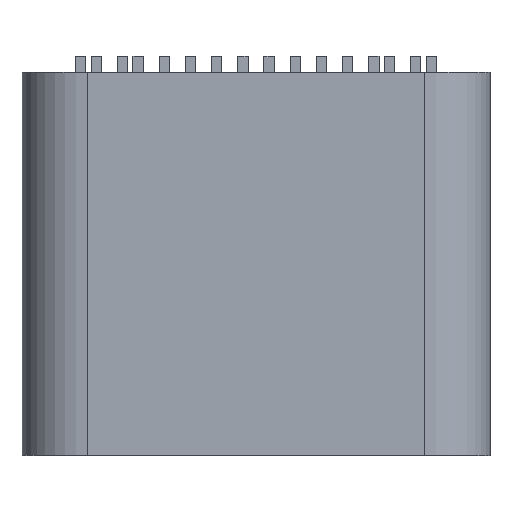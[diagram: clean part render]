
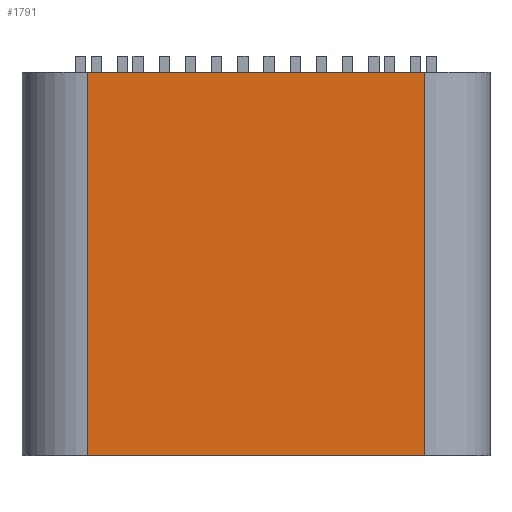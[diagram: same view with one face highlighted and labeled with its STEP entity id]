
A CAD part, top view. The second image highlights one B-rep face of the part: STEP entity #1791.
In plain terms, the highlighted planar face has unit normal (0, 0, 1).
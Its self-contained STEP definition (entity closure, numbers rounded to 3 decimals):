
#185 = PLANE('',#186);
#186 = AXIS2_PLACEMENT_3D('',#187,#188,#189);
#187 = CARTESIAN_POINT('',(-4.47,2.49,0.));
#188 = DIRECTION('',(0.,-1.,0.));
#189 = DIRECTION('',(1.,0.,0.));
#213 = CYLINDRICAL_SURFACE('',#214,1.25);
#214 = AXIS2_PLACEMENT_3D('',#215,#216,#217);
#215 = CARTESIAN_POINT('',(-3.22,2.49,2.));
#216 = DIRECTION('',(0.,-1.,0.));
#217 = DIRECTION('',(-1.,-0.,0.));
#241 = PLANE('',#242);
#242 = AXIS2_PLACEMENT_3D('',#243,#244,#245);
#243 = CARTESIAN_POINT('',(-4.47,-4.83,0.));
#244 = DIRECTION('',(0.,-1.,0.));
#245 = DIRECTION('',(1.,0.,0.));
#1122 = VERTEX_POINT('',#1123);
#1123 = CARTESIAN_POINT('',(3.22,2.49,3.25));
#1138 = CYLINDRICAL_SURFACE('',#1139,1.25);
#1139 = AXIS2_PLACEMENT_3D('',#1140,#1141,#1142);
#1140 = CARTESIAN_POINT('',(3.22,2.49,2.));
#1141 = DIRECTION('',(0.,-1.,0.));
#1142 = DIRECTION('',(1.,0.,0.));
#1150 = EDGE_CURVE('',#1151,#1122,#1153,.T.);
#1151 = VERTEX_POINT('',#1152);
#1152 = CARTESIAN_POINT('',(-3.22,2.49,3.25));
#1153 = SURFACE_CURVE('',#1154,(#1158,#1165),.PCURVE_S1.);
#1154 = LINE('',#1155,#1156);
#1155 = CARTESIAN_POINT('',(-4.47,2.49,3.25));
#1156 = VECTOR('',#1157,1.);
#1157 = DIRECTION('',(1.,0.,0.));
#1158 = PCURVE('',#185,#1159);
#1159 = DEFINITIONAL_REPRESENTATION('',(#1160),#1164);
#1160 = LINE('',#1161,#1162);
#1161 = CARTESIAN_POINT('',(0.,3.25));
#1162 = VECTOR('',#1163,1.);
#1163 = DIRECTION('',(1.,0.));
#1164 = ( GEOMETRIC_REPRESENTATION_CONTEXT(2) 
PARAMETRIC_REPRESENTATION_CONTEXT() REPRESENTATION_CONTEXT('2D SPACE',''
  ) );
#1165 = PCURVE('',#1166,#1171);
#1166 = PLANE('',#1167);
#1167 = AXIS2_PLACEMENT_3D('',#1168,#1169,#1170);
#1168 = CARTESIAN_POINT('',(-4.47,2.49,3.25));
#1169 = DIRECTION('',(0.,0.,1.));
#1170 = DIRECTION('',(0.,-1.,0.));
#1171 = DEFINITIONAL_REPRESENTATION('',(#1172),#1176);
#1172 = LINE('',#1173,#1174);
#1173 = CARTESIAN_POINT('',(0.,0.));
#1174 = VECTOR('',#1175,1.);
#1175 = DIRECTION('',(0.,1.));
#1176 = ( GEOMETRIC_REPRESENTATION_CONTEXT(2) 
PARAMETRIC_REPRESENTATION_CONTEXT() REPRESENTATION_CONTEXT('2D SPACE',''
  ) );
#1258 = EDGE_CURVE('',#1151,#1259,#1261,.T.);
#1259 = VERTEX_POINT('',#1260);
#1260 = CARTESIAN_POINT('',(-3.22,-4.83,3.25));
#1261 = SURFACE_CURVE('',#1262,(#1266,#1273),.PCURVE_S1.);
#1262 = LINE('',#1263,#1264);
#1263 = CARTESIAN_POINT('',(-3.22,2.49,3.25));
#1264 = VECTOR('',#1265,1.);
#1265 = DIRECTION('',(0.,-1.,0.));
#1266 = PCURVE('',#213,#1267);
#1267 = DEFINITIONAL_REPRESENTATION('',(#1268),#1272);
#1268 = LINE('',#1269,#1270);
#1269 = CARTESIAN_POINT('',(-1.571,0.));
#1270 = VECTOR('',#1271,1.);
#1271 = DIRECTION('',(-0.,1.));
#1272 = ( GEOMETRIC_REPRESENTATION_CONTEXT(2) 
PARAMETRIC_REPRESENTATION_CONTEXT() REPRESENTATION_CONTEXT('2D SPACE',''
  ) );
#1273 = PCURVE('',#1166,#1274);
#1274 = DEFINITIONAL_REPRESENTATION('',(#1275),#1279);
#1275 = LINE('',#1276,#1277);
#1276 = CARTESIAN_POINT('',(0.,1.25));
#1277 = VECTOR('',#1278,1.);
#1278 = DIRECTION('',(1.,0.));
#1279 = ( GEOMETRIC_REPRESENTATION_CONTEXT(2) 
PARAMETRIC_REPRESENTATION_CONTEXT() REPRESENTATION_CONTEXT('2D SPACE',''
  ) );
#1437 = VERTEX_POINT('',#1438);
#1438 = CARTESIAN_POINT('',(3.22,-4.83,3.25));
#1460 = EDGE_CURVE('',#1259,#1437,#1461,.T.);
#1461 = SURFACE_CURVE('',#1462,(#1466,#1473),.PCURVE_S1.);
#1462 = LINE('',#1463,#1464);
#1463 = CARTESIAN_POINT('',(-4.47,-4.83,3.25));
#1464 = VECTOR('',#1465,1.);
#1465 = DIRECTION('',(1.,0.,0.));
#1466 = PCURVE('',#241,#1467);
#1467 = DEFINITIONAL_REPRESENTATION('',(#1468),#1472);
#1468 = LINE('',#1469,#1470);
#1469 = CARTESIAN_POINT('',(0.,3.25));
#1470 = VECTOR('',#1471,1.);
#1471 = DIRECTION('',(1.,0.));
#1472 = ( GEOMETRIC_REPRESENTATION_CONTEXT(2) 
PARAMETRIC_REPRESENTATION_CONTEXT() REPRESENTATION_CONTEXT('2D SPACE',''
  ) );
#1473 = PCURVE('',#1166,#1474);
#1474 = DEFINITIONAL_REPRESENTATION('',(#1475),#1479);
#1475 = LINE('',#1476,#1477);
#1476 = CARTESIAN_POINT('',(7.32,0.));
#1477 = VECTOR('',#1478,1.);
#1478 = DIRECTION('',(0.,1.));
#1479 = ( GEOMETRIC_REPRESENTATION_CONTEXT(2) 
PARAMETRIC_REPRESENTATION_CONTEXT() REPRESENTATION_CONTEXT('2D SPACE',''
  ) );
#1791 = ADVANCED_FACE('',(#1792),#1166,.T.);
#1792 = FACE_BOUND('',#1793,.T.);
#1793 = EDGE_LOOP('',(#1794,#1815,#1816,#1817));
#1794 = ORIENTED_EDGE('',*,*,#1795,.F.);
#1795 = EDGE_CURVE('',#1122,#1437,#1796,.T.);
#1796 = SURFACE_CURVE('',#1797,(#1801,#1808),.PCURVE_S1.);
#1797 = LINE('',#1798,#1799);
#1798 = CARTESIAN_POINT('',(3.22,2.49,3.25));
#1799 = VECTOR('',#1800,1.);
#1800 = DIRECTION('',(0.,-1.,0.));
#1801 = PCURVE('',#1166,#1802);
#1802 = DEFINITIONAL_REPRESENTATION('',(#1803),#1807);
#1803 = LINE('',#1804,#1805);
#1804 = CARTESIAN_POINT('',(0.,7.69));
#1805 = VECTOR('',#1806,1.);
#1806 = DIRECTION('',(1.,0.));
#1807 = ( GEOMETRIC_REPRESENTATION_CONTEXT(2) 
PARAMETRIC_REPRESENTATION_CONTEXT() REPRESENTATION_CONTEXT('2D SPACE',''
  ) );
#1808 = PCURVE('',#1138,#1809);
#1809 = DEFINITIONAL_REPRESENTATION('',(#1810),#1814);
#1810 = LINE('',#1811,#1812);
#1811 = CARTESIAN_POINT('',(1.571,0.));
#1812 = VECTOR('',#1813,1.);
#1813 = DIRECTION('',(0.,1.));
#1814 = ( GEOMETRIC_REPRESENTATION_CONTEXT(2) 
PARAMETRIC_REPRESENTATION_CONTEXT() REPRESENTATION_CONTEXT('2D SPACE',''
  ) );
#1815 = ORIENTED_EDGE('',*,*,#1150,.F.);
#1816 = ORIENTED_EDGE('',*,*,#1258,.T.);
#1817 = ORIENTED_EDGE('',*,*,#1460,.T.);
